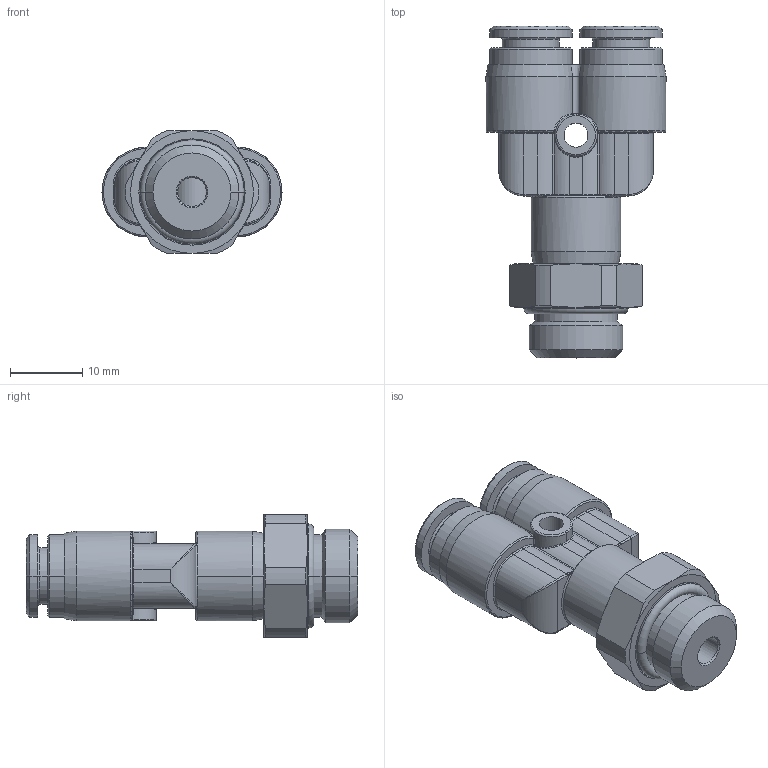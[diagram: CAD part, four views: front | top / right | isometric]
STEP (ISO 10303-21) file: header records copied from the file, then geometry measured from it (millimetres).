
FILE_DESCRIPTION(( 'MXP.52.06.14.stp' ), '1');
FILE_NAME( 'MXP.52.06.14.stp', '2021-02-22T15:47:20',( 'Sopra'),('sopra-pneumatic.com'), 'SwSTEP 2.0','SolidWorks 2009','' );
FILE_SCHEMA(('CONFIG_CONTROL_DESIGN'));
Length unit declared in the file: millimetre
Products named in the file (1): 367463B_992V-6F-1-4
Bounding box: 24.9 x 45.9 x 17 mm (x, y, z)
Volume: 6531.7 mm3; surface area: 5033.9 mm2
Topology: 2 solids, 2 shells, 269 faces, 642 edges, 384 vertices
Faces by surface type: cylinder 79, plane 58, torus 52, cone 40, bspline 40
Entity records: 10076 total; most frequent: CARTESIAN_POINT 3957, DIRECTION 1304, ORIENTED_EDGE 1284, EDGE_CURVE 642, AXIS2_PLACEMENT_3D 555, VERTEX_POINT 384, CIRCLE 326, EDGE_LOOP 284
